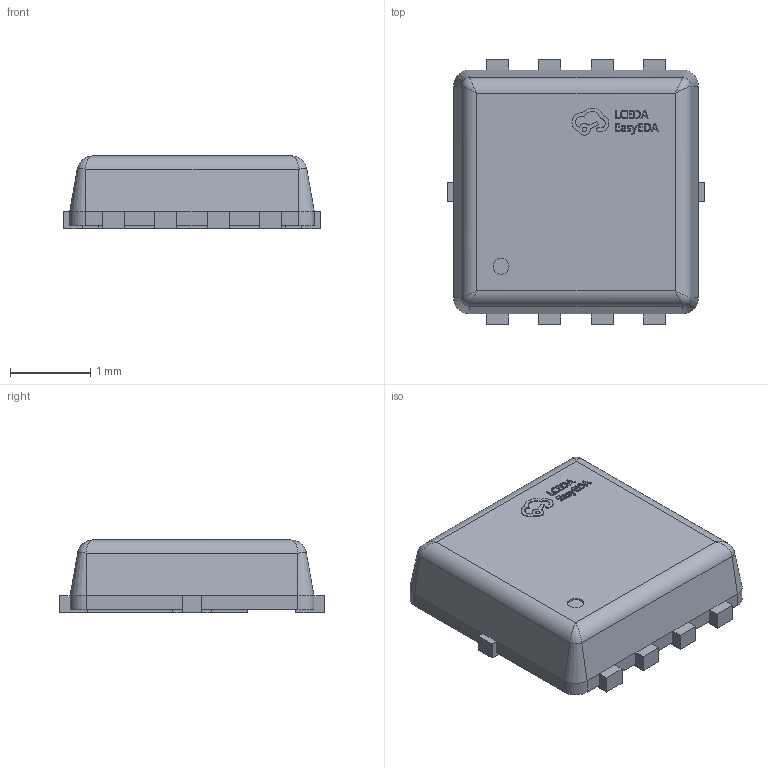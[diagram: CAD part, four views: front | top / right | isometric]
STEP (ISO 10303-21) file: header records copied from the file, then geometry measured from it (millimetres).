
FILE_DESCRIPTION (( 'STEP AP214' ), '1' );
FILE_NAME ('PDFN-8_L3.1-W3.0-P0.65-LS3.3-BL.step', '2022-06-30T13:47:06', ( '' ), ( '' ), 'SwSTEP 2.0', 'SolidWorks 2020', '' );
FILE_SCHEMA (( 'AUTOMOTIVE_DESIGN' ));
Length unit declared in the file: millimetre
Products named in the file (1): PDFN-8_L3.1-W3.0-P0.65-LS3.3-BL
Bounding box: 3.2 x 3.3 x 0.92 mm (x, y, z)
Volume: 7.8 mm3; surface area: 28.6 mm2
Topology: 1 solids, 1 shells, 406 faces, 1095 edges, 714 vertices
Faces by surface type: plane 276, bspline 116, cylinder 10, cone 4
Entity records: 18948 total; most frequent: CARTESIAN_POINT 5728, ORIENTED_EDGE 2182, DIRECTION 1445, EDGE_CURVE 1091, LINE 839, VECTOR 839, VERTEX_POINT 714, EDGE_LOOP 433
